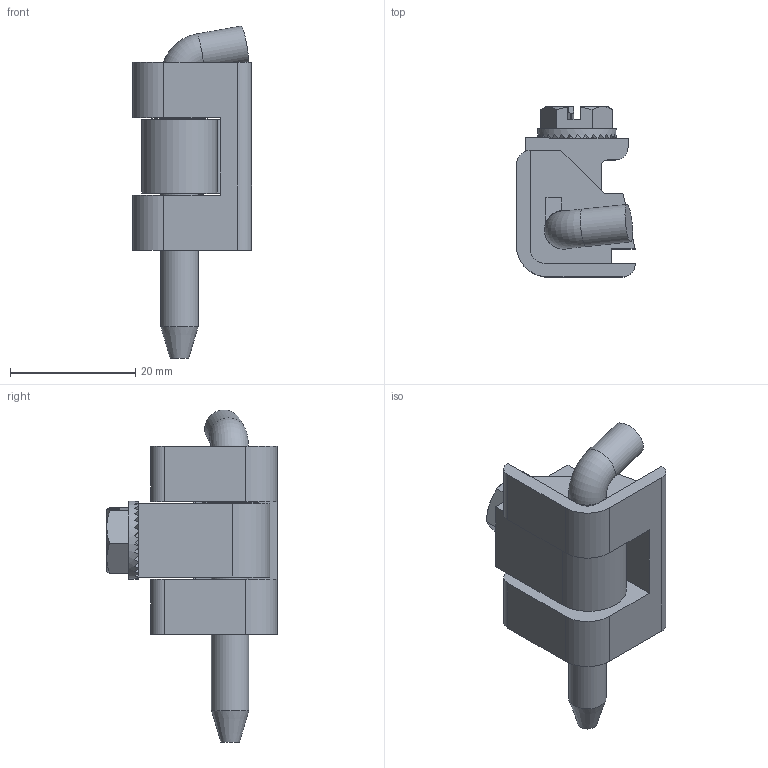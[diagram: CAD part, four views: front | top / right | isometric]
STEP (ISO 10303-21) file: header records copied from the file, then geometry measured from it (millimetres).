
FILE_DESCRIPTION( ( 'STEP AP203' ), '1' );
FILE_NAME( '097.M.F.2.22.step', '2006-12-22T11:35:23', ( ' ' ), ( ' ' ), 'XStep 1.0', ' ', ' ' );
FILE_SCHEMA( ( 'CONFIG_CONTROL_DESIGN' ) );
Length unit declared in the file: millimetre
Products named in the file (4): 1; 2; 3; 4
Bounding box: 19 x 27.2 x 53 mm (x, y, z)
Volume: 8002.3 mm3; surface area: 6414.6 mm2
Topology: 4 solids, 4 shells, 227 faces, 630 edges, 416 vertices
Faces by surface type: plane 187, cylinder 22, cone 9, bspline 8, torus 1
Full cylindrical faces by diameter (mm): 5.1 x1, 6 x3, 6.1 x1, 6.2 x2, 9 x2, 12.5 x1
Entity records: 7522 total; most frequent: CARTESIAN_POINT 1583, ORIENTED_EDGE 1224, DIRECTION 1154, EDGE_CURVE 612, LINE 420, VECTOR 420, VERTEX_POINT 412, AXIS2_PLACEMENT_3D 367
